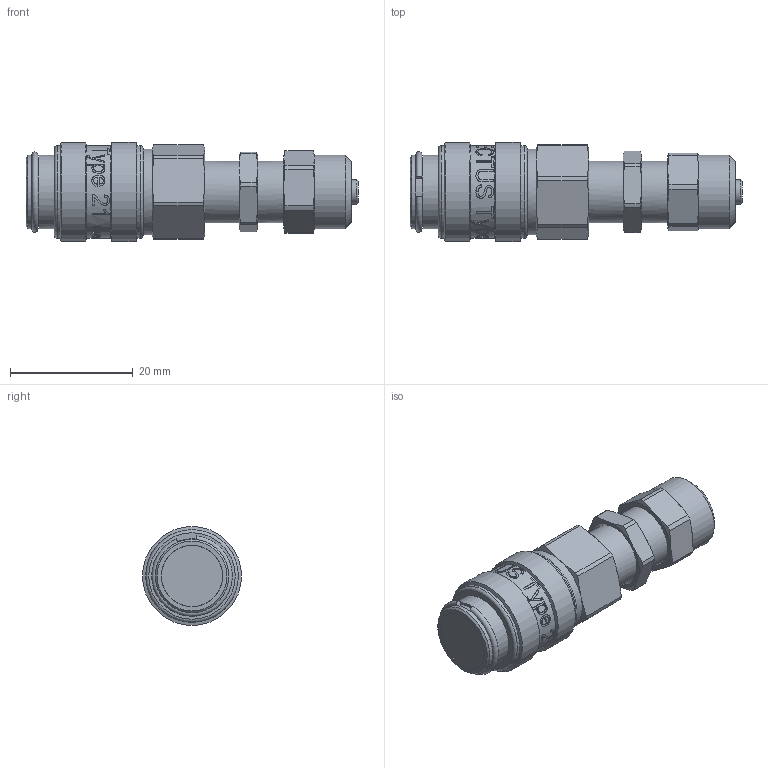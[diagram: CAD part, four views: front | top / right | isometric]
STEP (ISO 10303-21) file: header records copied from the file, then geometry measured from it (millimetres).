
FILE_DESCRIPTION((''),'2;1');
FILE_NAME('21kbks06evx.stp','2014-07-25T11:10:06',('AS035480'),(''),'Autodesk Inventor 2013','Autodesk Inventor 2013','');
FILE_SCHEMA(('AUTOMOTIVE_DESIGN { 1 0 10303 214 1 1 1 1 }'));
Length unit declared in the file: millimetre
Products named in the file (1): D111168
Bounding box: 54.15 x 16.15 x 16.15 mm (x, y, z)
Volume: 6153 mm3; surface area: 6315.7 mm2
Topology: 2 solids, 5 shells, 483 faces, 1224 edges, 793 vertices
Faces by surface type: plane 184, bspline 141, cylinder 83, cone 66, torus 9
Full cylindrical faces by diameter (mm): 3.95 x1, 4.6 x1, 6.2 x1, 6.5 x1, 8.2 x1, 9 x1, 10 x3, 10.4 x1, 10.45 x1, 10.5 x1, 10.7 x1, 11.15 x1, 11.4 x1, 12 x4, 12.15 x2, 14 x3, 15.1 x3, 16.15 x2
Entity records: 50943 total; most frequent: CARTESIAN_POINT 40412, ORIENTED_EDGE 2278, DIRECTION 1571, EDGE_CURVE 1139, VERTEX_POINT 776, EDGE_LOOP 611, AXIS2_PLACEMENT_3D 591, FACE_OUTER_BOUND 483
